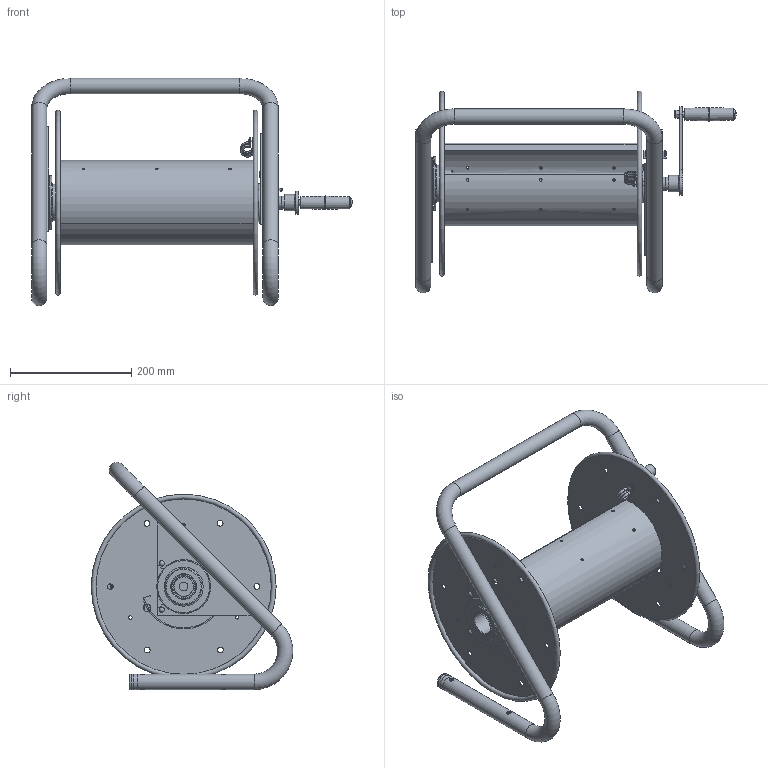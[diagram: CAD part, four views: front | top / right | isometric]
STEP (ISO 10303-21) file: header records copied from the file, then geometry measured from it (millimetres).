
FILE_DESCRIPTION(/* description */ (''),/* implementation_level */ '2;1');
FILE_NAME(/* name */ '112Y-12-CM_SHARED.stp',/* time_stamp */ '2020-04-02T11:53:09-07:00',/* author */ ('NMelton'),/* organization */ (''),/* preprocessor_version */ 'ST-DEVELOPER v17',/* originating_system */ 'Autodesk Inventor 2019',/* authorisation */ '');
FILE_SCHEMA (('AUTOMOTIVE_DESIGN { 1 0 10303 214 3 1 1 }'));
Length unit declared in the file: inch
Products named in the file (1): 112Y-12-CM_SHARED
Bounding box: 529.15 x 332.29 x 374.6 mm (x, y, z)
Surface area: 833714.2 mm2 (no closed solid volume)
Topology: 0 solids, 55 shells, 749 faces, 3368 edges, 2549 vertices
Faces by surface type: plane 307, cylinder 180, bspline 156, torus 53, sphere 27, cone 26
Full cylindrical faces by diameter (mm): 3.048 x1, 3.962 x1, 4.826 x1, 5.182 x1, 5.563 x5, 6.477 x1, 6.604 x1, 7.142 x8, 8.839 x4, 9.271 x1, 9.525 x12, 12.192 x1, 12.7 x7, 14.3 x1, 15.875 x2, 21.59 x1, 22.098 x2, 25.4 x7, 27.051 x1, 28.448 x1, 31.75 x1, 33.401 x1, 36.525 x1, 41.199 x1, 41.402 x1, 44.45 x1, 60.325 x1
Entity records: 39420 total; most frequent: CARTESIAN_POINT 14038, ORIENTED_EDGE 4874, DIRECTION 4089, EDGE_CURVE 3346, VERTEX_POINT 2549, LINE 1589, VECTOR 1589, AXIS2_PLACEMENT_3D 1250
